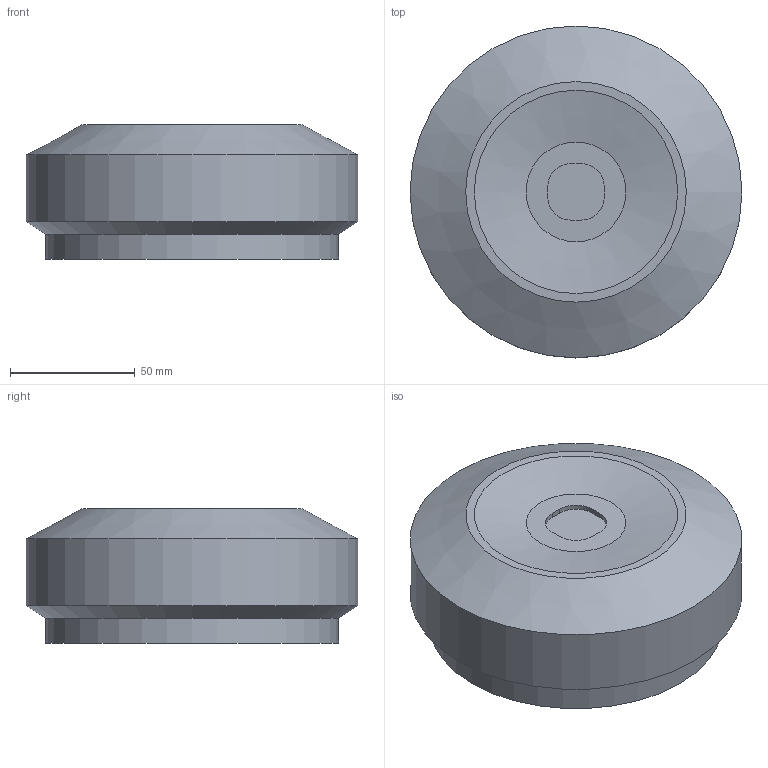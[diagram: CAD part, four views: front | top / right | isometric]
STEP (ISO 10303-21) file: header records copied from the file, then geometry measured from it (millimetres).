
FILE_DESCRIPTION(/* description */ ('Unknown'),/* implementation_level */ '2;1');
FILE_NAME(/* name */ 'SN 8400 SHB RD ',/* time_stamp */ '2021-02-09T13:26:07+01:00',/* author */ ('Unknown'),/* organization */ ('Unknown'),/* preprocessor_version */ 'ST-DEVELOPER v16.7',/* originating_system */ 'Solid Edge',/* authorisation */ 'Unknown');
FILE_SCHEMA (('AUTOMOTIVE_DESIGN {1 0 10303 214 3 1 1}'));
Length unit declared in the file: millimetre
Products named in the file (1): SN 8400 SLB RD 
Bounding box: 133.06 x 133.06 x 53.77 mm (x, y, z)
Volume: 646640 mm3; surface area: 44545.8 mm2
Topology: 1 solids, 1 shells, 17 faces, 36 edges, 23 vertices
Faces by surface type: plane 8, cylinder 6, cone 3
Full cylindrical faces by diameter (mm): 117.5 x1, 133.063 x1
Entity records: 466 total; most frequent: DIRECTION 82, CARTESIAN_POINT 72, ORIENTED_EDGE 62, AXIS2_PLACEMENT_3D 33, EDGE_CURVE 31, EDGE_LOOP 24, FACE_BOUND 24, VERTEX_POINT 23
